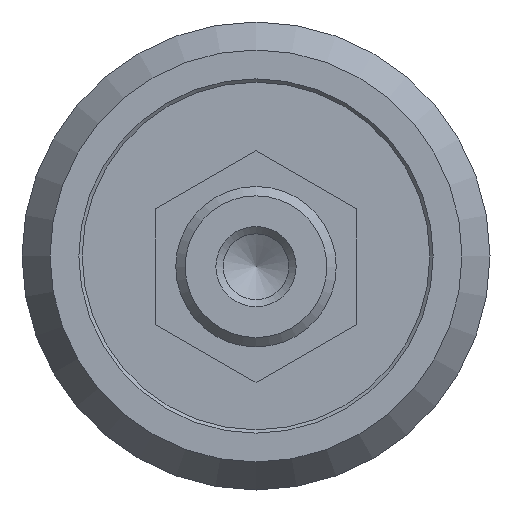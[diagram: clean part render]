
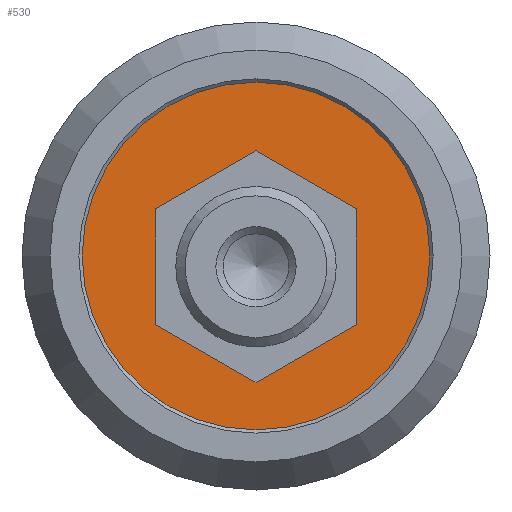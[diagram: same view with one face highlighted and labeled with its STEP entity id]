
A CAD part, left-side view. The second image highlights one B-rep face of the part: STEP entity #530.
In plain terms, the highlighted planar face has unit normal (-1, 0, 0).
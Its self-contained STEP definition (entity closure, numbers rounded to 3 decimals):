
#36=LINE('',#724,#54);
#37=LINE('',#727,#55);
#38=LINE('',#729,#56);
#39=LINE('',#731,#57);
#40=LINE('',#733,#58);
#41=LINE('',#735,#59);
#54=VECTOR('',#614,1000.);
#55=VECTOR('',#615,1000.);
#56=VECTOR('',#616,1000.);
#57=VECTOR('',#617,1000.);
#58=VECTOR('',#618,1000.);
#59=VECTOR('',#619,1000.);
#72=ORIENTED_EDGE('',*,*,#146,.F.);
#73=ORIENTED_EDGE('',*,*,#147,.T.);
#74=ORIENTED_EDGE('',*,*,#148,.T.);
#75=ORIENTED_EDGE('',*,*,#149,.T.);
#76=ORIENTED_EDGE('',*,*,#150,.T.);
#77=ORIENTED_EDGE('',*,*,#151,.T.);
#78=ORIENTED_EDGE('',*,*,#152,.T.);
#146=EDGE_CURVE('',#183,#183,#215,.T.);
#147=EDGE_CURVE('',#184,#185,#36,.T.);
#148=EDGE_CURVE('',#185,#186,#37,.T.);
#149=EDGE_CURVE('',#186,#187,#38,.T.);
#150=EDGE_CURVE('',#187,#188,#39,.T.);
#151=EDGE_CURVE('',#188,#189,#40,.T.);
#152=EDGE_CURVE('',#189,#184,#41,.T.);
#183=VERTEX_POINT('',#723);
#184=VERTEX_POINT('',#725);
#185=VERTEX_POINT('',#726);
#186=VERTEX_POINT('',#728);
#187=VERTEX_POINT('',#730);
#188=VERTEX_POINT('',#732);
#189=VERTEX_POINT('',#734);
#215=CIRCLE('',#563,13.);
#234=EDGE_LOOP('',(#72));
#235=EDGE_LOOP('',(#73,#74,#75,#76,#77,#78));
#280=FACE_BOUND('',#234,.T.);
#281=FACE_BOUND('',#235,.T.);
#327=PLANE('',#562);
#530=ADVANCED_FACE('',(#280,#281),#327,.F.);
#562=AXIS2_PLACEMENT_3D('',#721,#610,#611);
#563=AXIS2_PLACEMENT_3D('',#722,#612,#613);
#610=DIRECTION('',(1.,0.,0.));
#611=DIRECTION('',(0.,0.,-1.));
#612=DIRECTION('',(1.,0.,0.));
#613=DIRECTION('',(0.,0.,-1.));
#614=DIRECTION('',(0.,0.,1.));
#615=DIRECTION('',(0.,-0.866,0.5));
#616=DIRECTION('',(0.,-0.866,-0.5));
#617=DIRECTION('',(0.,0.,-1.));
#618=DIRECTION('',(0.,0.866,-0.5));
#619=DIRECTION('',(0.,0.866,0.5));
#721=CARTESIAN_POINT('',(7.,0.,0.));
#722=CARTESIAN_POINT('',(7.,0.,0.));
#723=CARTESIAN_POINT('',(7.,0.,-13.));
#724=CARTESIAN_POINT('',(7.,7.5,-5.13));
#725=CARTESIAN_POINT('',(7.,7.5,-5.13));
#726=CARTESIAN_POINT('',(7.,7.5,3.53));
#727=CARTESIAN_POINT('',(7.,7.5,3.53));
#728=CARTESIAN_POINT('',(7.,0.,7.86));
#729=CARTESIAN_POINT('',(7.,0.,7.86));
#730=CARTESIAN_POINT('',(7.,-7.5,3.53));
#731=CARTESIAN_POINT('',(7.,-7.5,3.53));
#732=CARTESIAN_POINT('',(7.,-7.5,-5.13));
#733=CARTESIAN_POINT('',(7.,-7.5,-5.13));
#734=CARTESIAN_POINT('',(7.,0.,-9.46));
#735=CARTESIAN_POINT('',(7.,0.,-9.46));
